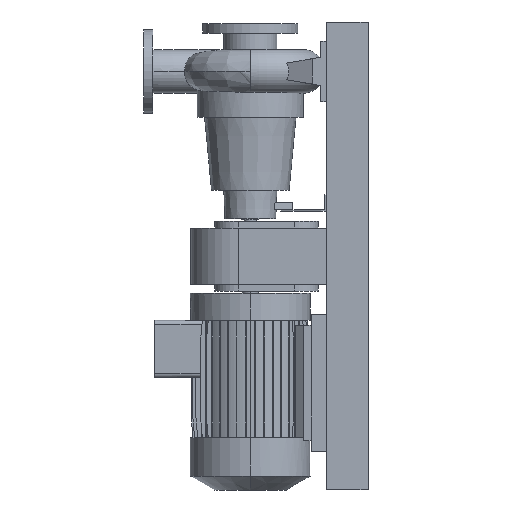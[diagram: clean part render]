
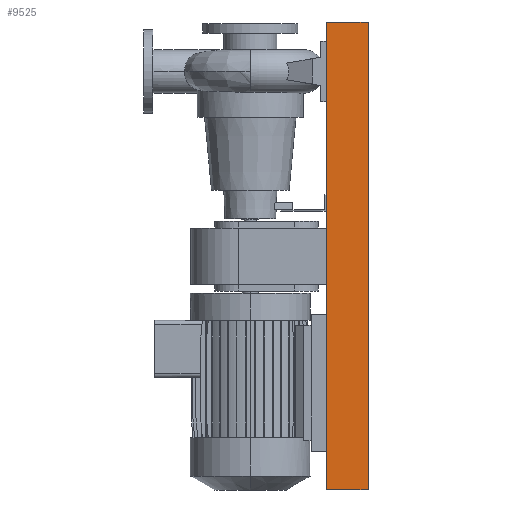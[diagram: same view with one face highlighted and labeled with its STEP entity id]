
A CAD part, left-side view. The second image highlights one B-rep face of the part: STEP entity #9525.
In plain terms, the highlighted planar face has unit normal (-1, 0, 0).
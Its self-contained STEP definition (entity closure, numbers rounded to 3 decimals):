
#274 = DIRECTION ( 'NONE',  ( 0., 0., 1. ) ) ;
#496 = CARTESIAN_POINT ( 'NONE',  ( -200., 55., -615. ) ) ;
#1376 = DIRECTION ( 'NONE',  ( 0., 0., 1. ) ) ;
#1757 = VERTEX_POINT ( 'NONE', #3038 ) ;
#1837 = EDGE_LOOP ( 'NONE', ( #13850, #14857, #6481, #16195 ) ) ;
#2087 = VECTOR ( 'NONE', #274, 1000. ) ;
#3038 = CARTESIAN_POINT ( 'NONE',  ( -200., -55., -615. ) ) ;
#3047 = CARTESIAN_POINT ( 'NONE',  ( -200., -55., -615. ) ) ;
#3193 = CARTESIAN_POINT ( 'NONE',  ( -200., 55., 615. ) ) ;
#3739 = FACE_OUTER_BOUND ( 'NONE', #1837, .T. ) ;
#4837 = EDGE_CURVE ( 'NONE', #1757, #5961, #5013, .T. ) ;
#5013 = LINE ( 'NONE', #10155, #12537 ) ;
#5091 = CARTESIAN_POINT ( 'NONE',  ( -200., -55., -615. ) ) ;
#5961 = VERTEX_POINT ( 'NONE', #19414 ) ;
#6481 = ORIENTED_EDGE ( 'NONE', *, *, #10621, .T. ) ;
#6786 = LINE ( 'NONE', #6999, #12027 ) ;
#6999 = CARTESIAN_POINT ( 'NONE',  ( -200., -55., 615. ) ) ;
#8217 = LINE ( 'NONE', #496, #2087 ) ;
#8265 = DIRECTION ( 'NONE',  ( 0., 0., 1. ) ) ;
#9525 = ADVANCED_FACE ( 'NONE', ( #3739 ), #15886, .T. ) ;
#9832 = DIRECTION ( 'NONE',  ( 0., -1., 0. ) ) ;
#10126 = DIRECTION ( 'NONE',  ( -1., 0., 0. ) ) ;
#10155 = CARTESIAN_POINT ( 'NONE',  ( -200., -55., -615. ) ) ;
#10621 = EDGE_CURVE ( 'NONE', #11907, #1757, #15995, .T. ) ;
#10749 = CARTESIAN_POINT ( 'NONE',  ( -200., 55., -615. ) ) ;
#11699 = EDGE_CURVE ( 'NONE', #20431, #5961, #6786, .T. ) ;
#11907 = VERTEX_POINT ( 'NONE', #10749 ) ;
#12027 = VECTOR ( 'NONE', #13368, 1000. ) ;
#12537 = VECTOR ( 'NONE', #8265, 1000. ) ;
#12984 = VECTOR ( 'NONE', #9832, 1000. ) ;
#13368 = DIRECTION ( 'NONE',  ( 0., -1., 0. ) ) ;
#13850 = ORIENTED_EDGE ( 'NONE', *, *, #11699, .F. ) ;
#14857 = ORIENTED_EDGE ( 'NONE', *, *, #15785, .F. ) ;
#15785 = EDGE_CURVE ( 'NONE', #11907, #20431, #8217, .T. ) ;
#15886 = PLANE ( 'NONE',  #19635 ) ;
#15995 = LINE ( 'NONE', #3047, #12984 ) ;
#16195 = ORIENTED_EDGE ( 'NONE', *, *, #4837, .T. ) ;
#19414 = CARTESIAN_POINT ( 'NONE',  ( -200., -55., 615. ) ) ;
#19635 = AXIS2_PLACEMENT_3D ( 'NONE', #5091, #10126, #1376 ) ;
#20431 = VERTEX_POINT ( 'NONE', #3193 ) ;
